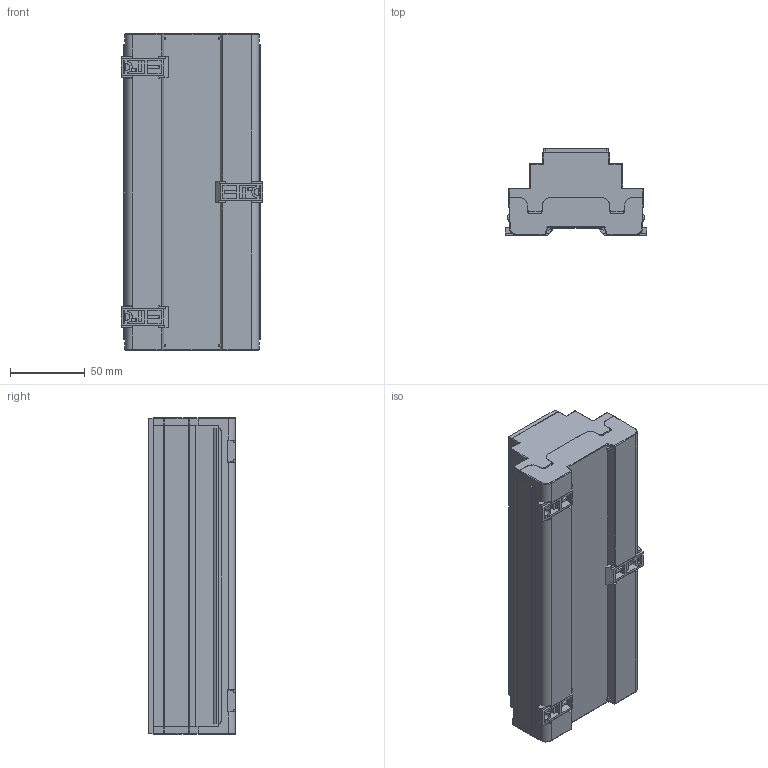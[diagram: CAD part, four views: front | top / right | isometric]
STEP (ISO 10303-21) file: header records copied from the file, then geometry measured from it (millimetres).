
FILE_DESCRIPTION (( 'STEP AP203' ), '1' );
FILE_NAME ('449-380-00.STEP', '2021-08-24T14:08:12', ( '' ), ( '' ), 'SwSTEP 2.0', 'SolidWorks 2018', '' );
FILE_SCHEMA (( 'CONFIG_CONTROL_DESIGN' ));
Length unit declared in the file: millimetre
Products named in the file (5): 044900400_044900400; 044938041_044938002; 044938001; 044900300; 449-380-00
Assembly tree (7 placements, depth 2):
  449-380-00
    044938041_044938002
    044938001
    044900300  x3
    044900400_044900400  x2
Bounding box: 95 x 58.05 x 211.8 mm (x, y, z)
Volume: 103546.3 mm3; surface area: 143042.7 mm2
Topology: 7 solids, 7 shells, 1230 faces, 3340 edges, 2158 vertices
Faces by surface type: plane 1017, cylinder 181, sphere 16, cone 12, torus 4
Entity records: 30487 total; most frequent: CARTESIAN_POINT 5538, ORIENTED_EDGE 5236, DIRECTION 4766, EDGE_CURVE 2618, VECTOR 2254, LINE 2254, VERTEX_POINT 1692, AXIS2_PLACEMENT_3D 1256
